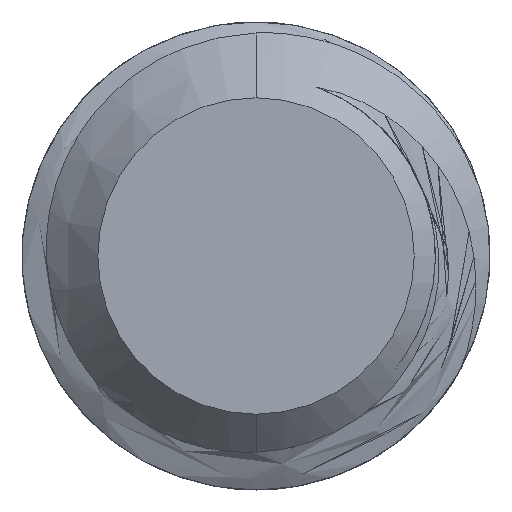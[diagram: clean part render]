
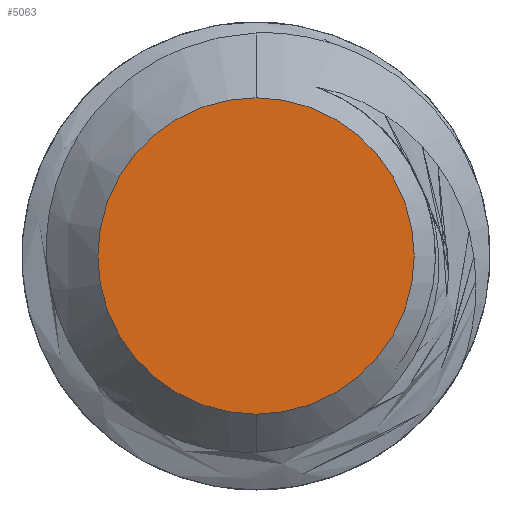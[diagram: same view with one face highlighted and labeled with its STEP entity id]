
A CAD part, left-side view. The second image highlights one B-rep face of the part: STEP entity #5063.
In plain terms, the highlighted planar face has unit normal (-1, 0, 0).
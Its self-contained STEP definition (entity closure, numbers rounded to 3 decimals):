
#168 = DIRECTION ( 'NONE',  ( 1., 0., 0. ) ) ;
#1332 = DIRECTION ( 'NONE',  ( -1., 0., 0. ) ) ;
#1387 = CARTESIAN_POINT ( 'NONE',  ( -10., 0., 0. ) ) ;
#1584 = CARTESIAN_POINT ( 'NONE',  ( -10., 0., 0. ) ) ;
#1920 = AXIS2_PLACEMENT_3D ( 'NONE', #1584, #168, #7580 ) ;
#3230 = CARTESIAN_POINT ( 'NONE',  ( -10., 0., 0.845 ) ) ;
#4074 = CARTESIAN_POINT ( 'NONE',  ( -10., 0., 0. ) ) ;
#4168 = PLANE ( 'NONE',  #1920 ) ;
#4378 = VERTEX_POINT ( 'NONE', #7879 ) ;
#4707 = AXIS2_PLACEMENT_3D ( 'NONE', #4074, #1332, #8023 ) ;
#4956 = CIRCLE ( 'NONE', #4707, 0.845 ) ;
#5063 = ADVANCED_FACE ( 'NONE', ( #5611 ), #4168, .F. ) ;
#5171 = CIRCLE ( 'NONE', #7018, 0.845 ) ;
#5349 = DIRECTION ( 'NONE',  ( -1., 0., 0. ) ) ;
#5554 = ORIENTED_EDGE ( 'NONE', *, *, #5832, .T. ) ;
#5611 = FACE_OUTER_BOUND ( 'NONE', #7785, .T. ) ;
#5832 = EDGE_CURVE ( 'NONE', #6433, #4378, #5171, .T. ) ;
#6433 = VERTEX_POINT ( 'NONE', #3230 ) ;
#7018 = AXIS2_PLACEMENT_3D ( 'NONE', #1387, #5349, #8062 ) ;
#7580 = DIRECTION ( 'NONE',  ( 0., 0., -1. ) ) ;
#7785 = EDGE_LOOP ( 'NONE', ( #8222, #5554 ) ) ;
#7879 = CARTESIAN_POINT ( 'NONE',  ( -10., 0., -0.845 ) ) ;
#8023 = DIRECTION ( 'NONE',  ( 0., 0., -1. ) ) ;
#8062 = DIRECTION ( 'NONE',  ( 0., 0., -1. ) ) ;
#8222 = ORIENTED_EDGE ( 'NONE', *, *, #8524, .T. ) ;
#8524 = EDGE_CURVE ( 'NONE', #4378, #6433, #4956, .T. ) ;
